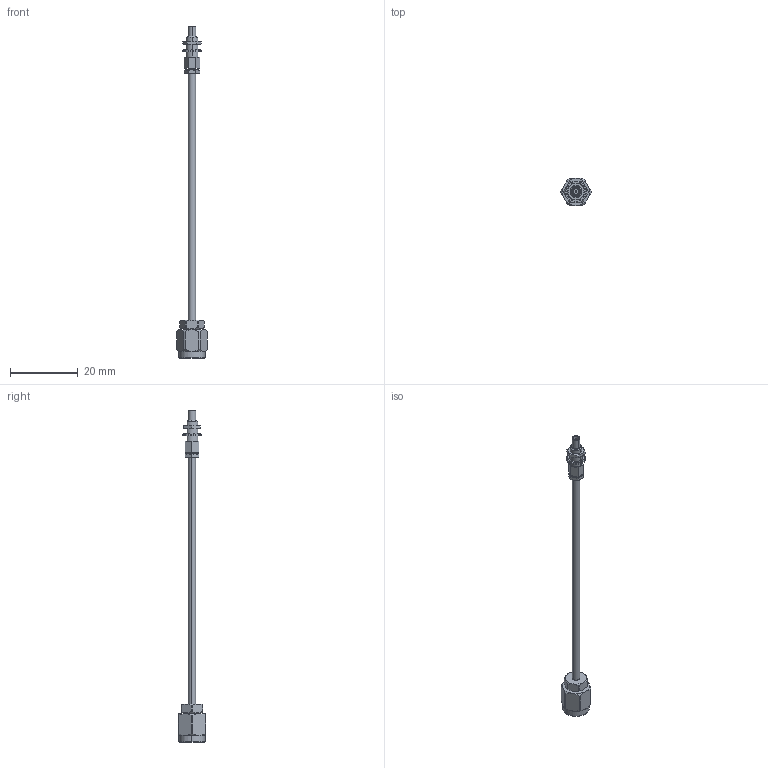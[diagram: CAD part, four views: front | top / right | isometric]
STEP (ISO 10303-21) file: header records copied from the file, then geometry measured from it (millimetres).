
FILE_DESCRIPTION (( 'STEP AP214' ), '1' );
FILE_NAME ('PE3C4445.step', '2020-04-20T16:15:07', ( '' ), ( '' ), 'SwSTEP 2.0', 'SolidWorks 2018', '' );
FILE_SCHEMA (( 'AUTOMOTIVE_DESIGN' ));
Length unit declared in the file: millimetre
Products named in the file (7): PE-SR405FL_3''''PE-SR405FL; PE45370-MA1___; PE44690; PE45370___; PE3C4445; PE45370-MA4; PE45370-MA5___
Assembly tree (6 placements, depth 3):
  PE3C4445
    PE-SR405FL_3''''PE-SR405FL
    PE45370___
      PE45370-MA1___
      PE45370-MA5___
      PE45370-MA4
    PE44690
Bounding box: 8.99 x 8 x 97.88 mm (x, y, z)
Volume: 826.4 mm3; surface area: 1462.6 mm2
Topology: 5 solids, 5 shells, 297 faces, 733 edges, 459 vertices
Faces by surface type: plane 155, cylinder 68, cone 65, torus 4, bspline 3, sphere 2
Entity records: 10556 total; most frequent: CARTESIAN_POINT 2999, ORIENTED_EDGE 1458, DIRECTION 1363, EDGE_CURVE 729, AXIS2_PLACEMENT_3D 488, VERTEX_POINT 457, LINE 387, VECTOR 387
